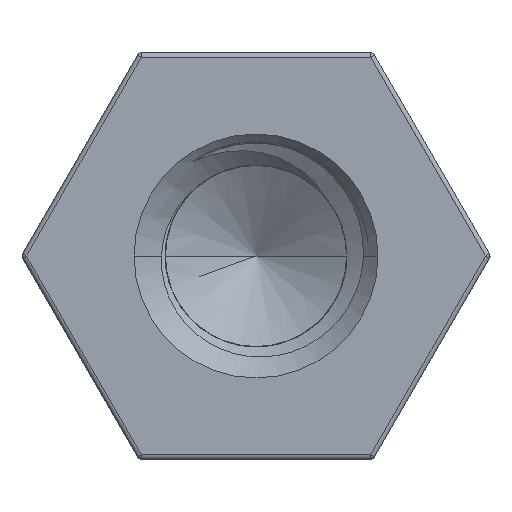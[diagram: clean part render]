
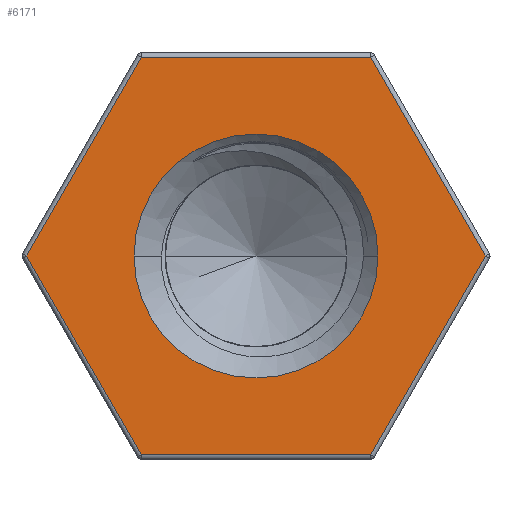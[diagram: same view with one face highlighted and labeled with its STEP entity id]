
A CAD part, left-side view. The second image highlights one B-rep face of the part: STEP entity #6171.
In plain terms, the highlighted planar face has unit normal (-1, 0, 0).
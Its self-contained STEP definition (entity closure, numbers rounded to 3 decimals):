
#1687=DIRECTION('',(0.,-0.5,-0.866));
#1688=VECTOR('',#1687,2.539);
#1689=CARTESIAN_POINT('',(-18.,2.539,0.));
#1690=LINE('',#1689,#1688);
#1694=DIRECTION('',(0.,0.5,-0.866));
#1695=VECTOR('',#1694,2.539);
#1696=CARTESIAN_POINT('',(-18.,1.27,2.199));
#1697=LINE('',#1696,#1695);
#1701=DIRECTION('',(0.,1.,0.));
#1702=VECTOR('',#1701,2.539);
#1703=CARTESIAN_POINT('',(-18.,-1.27,2.199));
#1704=LINE('',#1703,#1702);
#1708=DIRECTION('',(0.,0.5,0.866));
#1709=VECTOR('',#1708,2.539);
#1710=CARTESIAN_POINT('',(-18.,-2.539,0.));
#1711=LINE('',#1710,#1709);
#1715=DIRECTION('',(0.,-0.5,0.866));
#1716=VECTOR('',#1715,2.539);
#1717=CARTESIAN_POINT('',(-18.,-1.27,-2.199));
#1718=LINE('',#1717,#1716);
#1722=DIRECTION('',(0.,-1.,0.));
#1723=VECTOR('',#1722,2.539);
#1724=CARTESIAN_POINT('',(-18.,1.27,-2.199));
#1725=LINE('',#1724,#1723);
#1729=CARTESIAN_POINT('',(-18.,0.,0.));
#1730=DIRECTION('',(1.,0.,0.));
#1731=DIRECTION('',(0.,1.,0.));
#1732=AXIS2_PLACEMENT_3D('',#1729,#1730,#1731);
#1737=CARTESIAN_POINT('',(-18.,0.,0.));
#1738=DIRECTION('',(1.,0.,0.));
#1739=DIRECTION('',(0.,-1.,0.));
#1740=AXIS2_PLACEMENT_3D('',#1737,#1738,#1739);
#4335=CARTESIAN_POINT('',(-18.,2.539,0.));
#4336=CARTESIAN_POINT('',(-18.,1.27,-2.199));
#4337=VERTEX_POINT('',#4335);
#4338=VERTEX_POINT('',#4336);
#4347=CARTESIAN_POINT('',(-18.,-1.27,-2.199));
#4348=VERTEX_POINT('',#4347);
#4395=CARTESIAN_POINT('',(-18.,-2.539,0.));
#4396=VERTEX_POINT('',#4395);
#4397=CARTESIAN_POINT('',(-18.,-1.27,2.199));
#4398=VERTEX_POINT('',#4397);
#4399=CARTESIAN_POINT('',(-18.,1.27,2.199));
#4400=VERTEX_POINT('',#4399);
#4419=CARTESIAN_POINT('',(-18.,1.35,0.));
#4421=VERTEX_POINT('',#4419);
#4423=CARTESIAN_POINT('',(-18.,-1.35,0.));
#4425=VERTEX_POINT('',#4423);
#6148=CARTESIAN_POINT('',(-18.,0.,0.));
#6149=DIRECTION('',(1.,0.,0.));
#6150=DIRECTION('',(0.,-1.,0.));
#6151=AXIS2_PLACEMENT_3D('',#6148,#6149,#6150);
#6152=PLANE('',#6151);
#6153=ORIENTED_EDGE('',*,*,#6139,.F.);
#6155=ORIENTED_EDGE('',*,*,#6154,.F.);
#6157=ORIENTED_EDGE('',*,*,#6156,.F.);
#6159=ORIENTED_EDGE('',*,*,#6158,.F.);
#6161=ORIENTED_EDGE('',*,*,#6160,.F.);
#6162=ORIENTED_EDGE('',*,*,#6060,.F.);
#6163=EDGE_LOOP('',(#6153,#6155,#6157,#6159,#6161,#6162));
#6164=FACE_OUTER_BOUND('',#6163,.F.);
#6166=ORIENTED_EDGE('',*,*,#6165,.F.);
#6168=ORIENTED_EDGE('',*,*,#6167,.F.);
#6169=EDGE_LOOP('',(#6166,#6168));
#6170=FACE_BOUND('',#6169,.F.);
#1733=CIRCLE('',#1732,1.35);
#1741=CIRCLE('',#1740,1.35);
#6060=EDGE_CURVE('',#4338,#4348,#1725,.T.);
#6139=EDGE_CURVE('',#4337,#4338,#1690,.T.);
#6154=EDGE_CURVE('',#4400,#4337,#1697,.T.);
#6156=EDGE_CURVE('',#4398,#4400,#1704,.T.);
#6158=EDGE_CURVE('',#4396,#4398,#1711,.T.);
#6160=EDGE_CURVE('',#4348,#4396,#1718,.T.);
#6165=EDGE_CURVE('',#4421,#4425,#1733,.T.);
#6167=EDGE_CURVE('',#4425,#4421,#1741,.T.);
#6171=ADVANCED_FACE('',(#6164,#6170),#6152,.F.);
